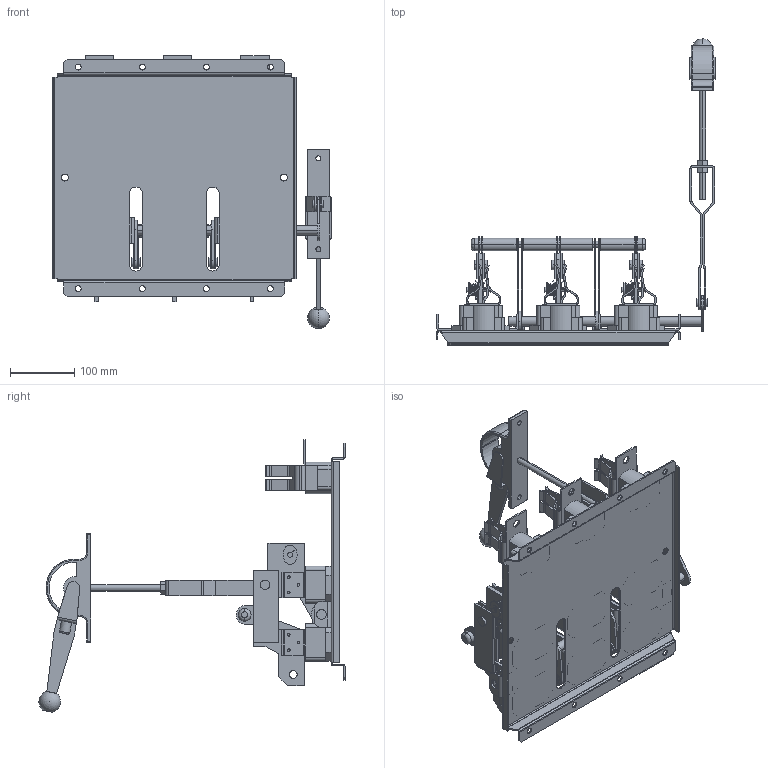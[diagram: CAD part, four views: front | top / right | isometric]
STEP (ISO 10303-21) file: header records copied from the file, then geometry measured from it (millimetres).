
FILE_DESCRIPTION (( 'STEP AP203' ), '1' );
FILE_NAME ('Ðàçúåäèíèòåëü ÐÏÑ-6 630À Ï ïðàâûé ïðèâîä, áåç ÏÏÍ (rps-630).STEP', '2018-09-04T06:57:59', ( '' ), ( '' ), 'SwSTEP 2.0', 'SolidWorks 2017', '' );
FILE_SCHEMA (( 'CONFIG_CONTROL_DESIGN' ));
Products named in the file (1): Ðàçúåäèíèòåëü ÐÏÑ-6 630À Ï ïðàâûé ïðèâîä, áåç ÏÏÍ (rps-630)
Bounding box: 435.25 x 478.23 x 425.58 mm (x, y, z)
Volume: 2376231.5 mm3; surface area: 853060.2 mm2
Topology: 89 solids, 89 shells, 1602 faces, 3808 edges, 2415 vertices
Faces by surface type: plane 994, cylinder 576, torus 14, bspline 12, sphere 6
Entity records: 50318 total; most frequent: CARTESIAN_POINT 12271, DIRECTION 8149, ORIENTED_EDGE 7598, EDGE_CURVE 3799, AXIS2_PLACEMENT_3D 2792, VECTOR 2565, LINE 2565, VERTEX_POINT 2412
